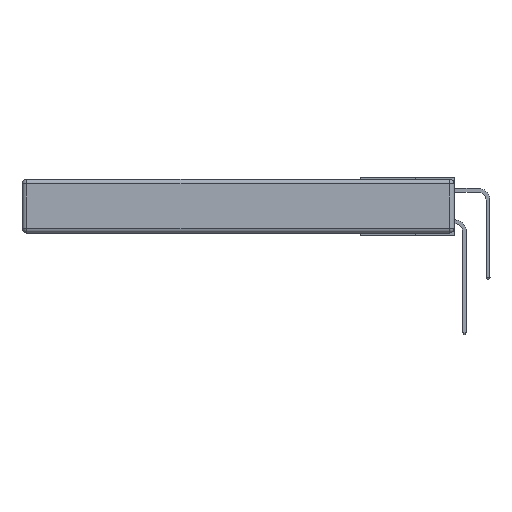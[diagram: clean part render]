
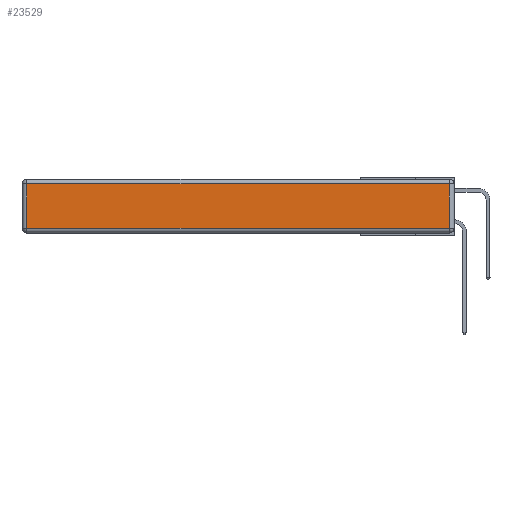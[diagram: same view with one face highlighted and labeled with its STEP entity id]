
A CAD part, left-side view. The second image highlights one B-rep face of the part: STEP entity #23529.
In plain terms, the highlighted planar face has unit normal (-1, 0, 0).
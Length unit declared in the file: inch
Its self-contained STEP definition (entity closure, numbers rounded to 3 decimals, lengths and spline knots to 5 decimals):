
#1285 = LINE ( 'NONE', #19465, #28497 ) ;
#1467 = VECTOR ( 'NONE', #24512, 39.37008 ) ;
#1594 = ORIENTED_EDGE ( 'NONE', *, *, #13992, .T. ) ;
#1967 = EDGE_CURVE ( 'NONE', #21096, #16127, #5580, .T. ) ;
#4518 = AXIS2_PLACEMENT_3D ( 'NONE', #23048, #29994, #15872 ) ;
#4797 = EDGE_CURVE ( 'NONE', #28246, #21096, #27133, .T. ) ;
#5580 = LINE ( 'NONE', #13905, #7755 ) ;
#6570 = FACE_OUTER_BOUND ( 'NONE', #12967, .T. ) ;
#6903 = LINE ( 'NONE', #8312, #1467 ) ;
#7755 = VECTOR ( 'NONE', #18461, 39.37008 ) ;
#7830 = CARTESIAN_POINT ( 'NONE',  ( 0., 0.03, -0.03 ) ) ;
#8312 = CARTESIAN_POINT ( 'NONE',  ( 0., 2.75, -0.03 ) ) ;
#10972 = ORIENTED_EDGE ( 'NONE', *, *, #4797, .T. ) ;
#11407 = EDGE_CURVE ( 'NONE', #16127, #20625, #1285, .T. ) ;
#12967 = EDGE_LOOP ( 'NONE', ( #28305, #14064, #1594, #10972 ) ) ;
#13747 = PLANE ( 'NONE',  #4518 ) ;
#13794 = CARTESIAN_POINT ( 'NONE',  ( 0., 2.72, -0.343 ) ) ;
#13905 = CARTESIAN_POINT ( 'NONE',  ( 0., 0., -0.313 ) ) ;
#13992 = EDGE_CURVE ( 'NONE', #20625, #28246, #6903, .T. ) ;
#14064 = ORIENTED_EDGE ( 'NONE', *, *, #11407, .T. ) ;
#15114 = CARTESIAN_POINT ( 'NONE',  ( 0., 0.03, -0.313 ) ) ;
#15872 = DIRECTION ( 'NONE',  ( 0., 0., 1. ) ) ;
#16116 = DIRECTION ( 'NONE',  ( 0., 0., -1. ) ) ;
#16127 = VERTEX_POINT ( 'NONE', #15114 ) ;
#17896 = CARTESIAN_POINT ( 'NONE',  ( 0., 2.72, -0.313 ) ) ;
#18461 = DIRECTION ( 'NONE',  ( 0., -1., 0. ) ) ;
#19465 = CARTESIAN_POINT ( 'NONE',  ( 0., 0.03, -0.343 ) ) ;
#19471 = VECTOR ( 'NONE', #16116, 39.37008 ) ;
#20459 = CARTESIAN_POINT ( 'NONE',  ( 0., 2.72, -0.03 ) ) ;
#20625 = VERTEX_POINT ( 'NONE', #7830 ) ;
#21096 = VERTEX_POINT ( 'NONE', #17896 ) ;
#23048 = CARTESIAN_POINT ( 'NONE',  ( 0., 0., -0.343 ) ) ;
#23529 = ADVANCED_FACE ( 'NONE', ( #6570 ), #13747, .T. ) ;
#24137 = DIRECTION ( 'NONE',  ( 0., 0., 1. ) ) ;
#24512 = DIRECTION ( 'NONE',  ( 0., 1., 0. ) ) ;
#27133 = LINE ( 'NONE', #13794, #19471 ) ;
#28246 = VERTEX_POINT ( 'NONE', #20459 ) ;
#28305 = ORIENTED_EDGE ( 'NONE', *, *, #1967, .T. ) ;
#28497 = VECTOR ( 'NONE', #24137, 39.37008 ) ;
#29994 = DIRECTION ( 'NONE',  ( -1., 0., 0. ) ) ;
